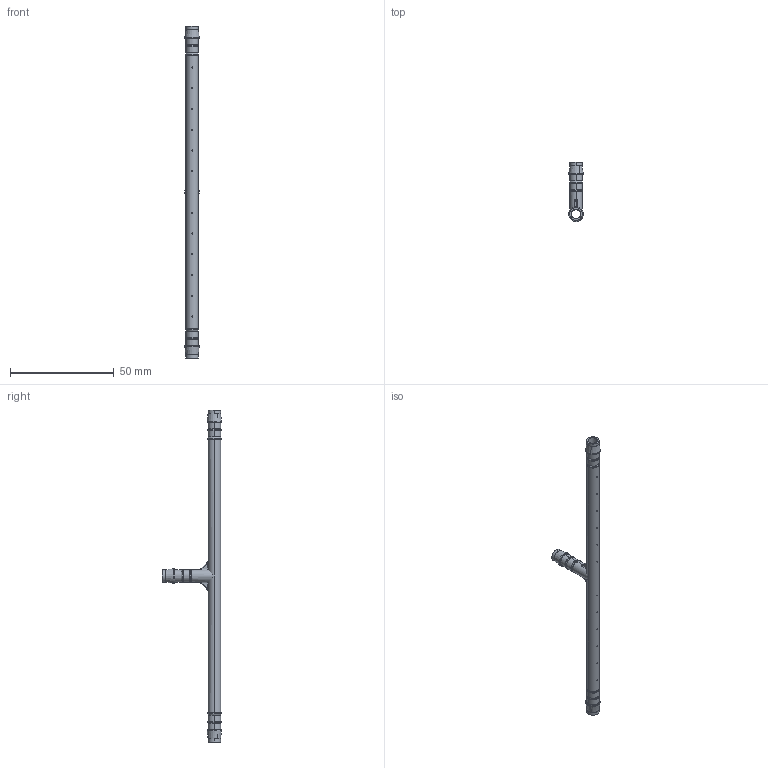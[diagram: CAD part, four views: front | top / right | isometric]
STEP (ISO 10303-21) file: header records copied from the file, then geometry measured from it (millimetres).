
FILE_DESCRIPTION(('CATIA V5 STEP Exchange'),'2;1');
FILE_NAME('Back.stp','2023-08-03T13:04:06+00:00',('none'),('none'),'CATIA Version 5 Release 20 GA (IN-10)','CATIA V5 STEP AP203','none');
FILE_SCHEMA(('CONFIG_CONTROL_DESIGN'));
Length unit declared in the file: millimetre
Products named in the file (1): Back
Bounding box: 7 x 28.5 x 160 mm (x, y, z)
Volume: 2358.1 mm3; surface area: 6156.7 mm2
Topology: 1 solids, 1 shells, 128 faces, 334 edges, 216 vertices
Faces by surface type: cylinder 82, plane 20, cone 18, bspline 8
Entity records: 4457 total; most frequent: CARTESIAN_POINT 1663, ORIENTED_EDGE 668, DIRECTION 367, EDGE_CURVE 334, VERTEX_POINT 216, AXIS2_PLACEMENT_3D 190, EDGE_LOOP 164, ADVANCED_FACE 128
